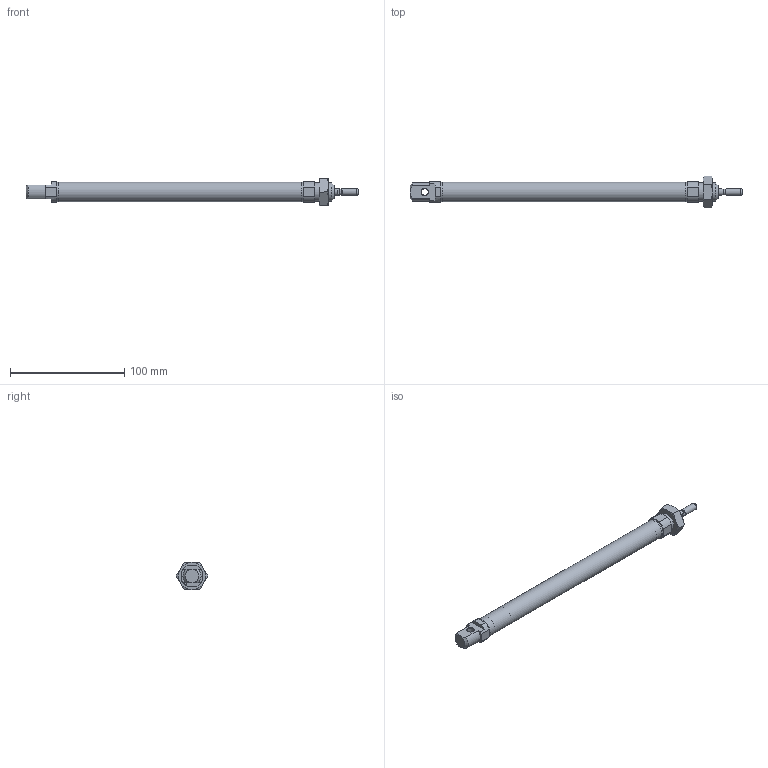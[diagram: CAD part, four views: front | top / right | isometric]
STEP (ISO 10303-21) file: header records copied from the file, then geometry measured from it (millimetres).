
FILE_DESCRIPTION(/* description */ ('Alibre Inc.'),/* implementation_level */ '2;1');
FILE_NAME(/* name */ 'export-D51E42C0-2FDF-47FD-8195-1B1EA2EAFD7B',/* time_stamp */ '2020-09-08T00:12:29+02:00',/* author */ (''),/* organization */ (''),/* preprocessor_version */ 'ST-DEVELOPER v17',/* originating_system */ 'Alibre',/* authorisation */ '');
FILE_SCHEMA (('AUTOMOTIVE_DESIGN'));
Length unit declared in the file: millimetre
Products named in the file (6): _ISO_6432_DI16-113-180-HL-0--13; _ISO_6432_DI16-113-180-BRN/A; _ISO_6432_DI16-113-180-HR-0--10; _ISO_6432_DI16-113180-R; _0950120010-16; 1130160180CP/180-0-0-0-0-0-
Bounding box: 291 x 27.71 x 24 mm (x, y, z)
Volume: 33570.8 mm3; surface area: 35632.4 mm2
Topology: 5 solids, 5 shells, 117 faces, 277 edges, 180 vertices
Faces by surface type: plane 58, cylinder 32, cone 27
Full cylindrical faces by diameter (mm): 3.48 x2, 4.134 x2, 4.2 x2, 6 x4, 14.376 x1, 16 x3, 16.15 x2, 17.2 x2, 17.27 x1
Entity records: 3730 total; most frequent: CARTESIAN_POINT 820, ORIENTED_EDGE 552, DIRECTION 521, EDGE_CURVE 276, AXIS2_PLACEMENT_3D 229, VERTEX_POINT 180, EDGE_LOOP 138, FACE_BOUND 138
